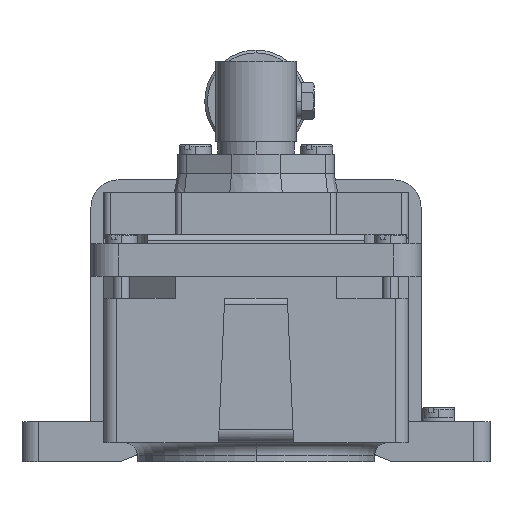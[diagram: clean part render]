
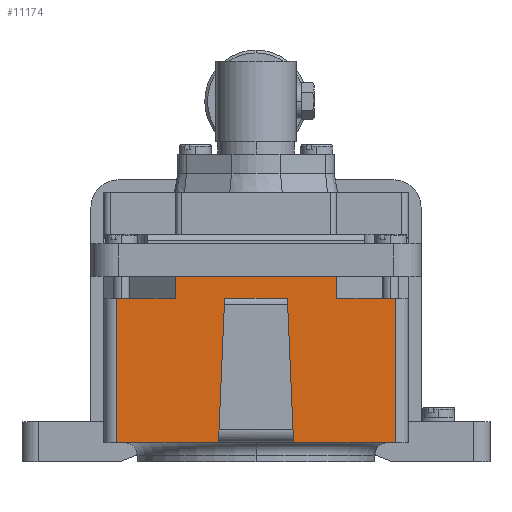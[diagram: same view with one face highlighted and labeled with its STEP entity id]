
A CAD part, front view. The second image highlights one B-rep face of the part: STEP entity #11174.
In plain terms, the highlighted planar face has unit normal (0, -1, 0).
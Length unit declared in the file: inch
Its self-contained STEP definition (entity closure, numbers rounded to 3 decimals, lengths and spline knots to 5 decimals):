
#123 = LINE ( 'NONE', #12812, #13415 ) ;
#224 = EDGE_CURVE ( 'NONE', #13910, #11281, #5591, .T. ) ;
#231 = EDGE_CURVE ( 'NONE', #11281, #7815, #13435, .T. ) ;
#282 = LINE ( 'NONE', #1392, #6132 ) ;
#324 = LINE ( 'NONE', #11451, #877 ) ;
#731 = VECTOR ( 'NONE', #14689, 39.37008 ) ;
#770 = VERTEX_POINT ( 'NONE', #4585 ) ;
#877 = VECTOR ( 'NONE', #2336, 39.37008 ) ;
#1114 = ORIENTED_EDGE ( 'NONE', *, *, #14628, .T. ) ;
#1230 = PLANE ( 'NONE',  #4258 ) ;
#1392 = CARTESIAN_POINT ( 'NONE',  ( -1.7126, 0., 1.77165 ) ) ;
#1422 = DIRECTION ( 'NONE',  ( 0.043, 0., -0.999 ) ) ;
#1467 = DIRECTION ( 'NONE',  ( 1., 0., 0. ) ) ;
#1489 = DIRECTION ( 'NONE',  ( 0., 0., 1. ) ) ;
#1636 = CARTESIAN_POINT ( 'NONE',  ( 0.38524, 0., 1.77165 ) ) ;
#2057 = CARTESIAN_POINT ( 'NONE',  ( -1.7126, 0., 1.77165 ) ) ;
#2228 = VERTEX_POINT ( 'NONE', #5721 ) ;
#2328 = CARTESIAN_POINT ( 'NONE',  ( -0.38524, 0., 1.77165 ) ) ;
#2336 = DIRECTION ( 'NONE',  ( 1., 0., 0. ) ) ;
#2431 = DIRECTION ( 'NONE',  ( 0., 0., -1. ) ) ;
#2615 = LINE ( 'NONE', #11729, #8321 ) ;
#2842 = LINE ( 'NONE', #3815, #7982 ) ;
#2986 = ORIENTED_EDGE ( 'NONE', *, *, #9902, .T. ) ;
#3348 = CARTESIAN_POINT ( 'NONE',  ( 0.99213, 0., 1.77165 ) ) ;
#3548 = EDGE_CURVE ( 'NONE', #5829, #11997, #123, .T. ) ;
#3594 = CARTESIAN_POINT ( 'NONE',  ( 0.38524, 0., 1.77165 ) ) ;
#3809 = LINE ( 'NONE', #1636, #4514 ) ;
#3815 = CARTESIAN_POINT ( 'NONE',  ( 0., 0., 2.04724 ) ) ;
#3840 = ORIENTED_EDGE ( 'NONE', *, *, #13480, .T. ) ;
#3998 = LINE ( 'NONE', #10787, #9881 ) ;
#4145 = VERTEX_POINT ( 'NONE', #3594 ) ;
#4217 = ORIENTED_EDGE ( 'NONE', *, *, #231, .T. ) ;
#4258 = AXIS2_PLACEMENT_3D ( 'NONE', #8238, #11466, #2431 ) ;
#4345 = EDGE_CURVE ( 'NONE', #14696, #5115, #8463, .T. ) ;
#4392 = CARTESIAN_POINT ( 'NONE',  ( -0.46063, 0., 0. ) ) ;
#4480 = CARTESIAN_POINT ( 'NONE',  ( -1.7126, 0., 1.77165 ) ) ;
#4514 = VECTOR ( 'NONE', #1422, 39.37008 ) ;
#4529 = ORIENTED_EDGE ( 'NONE', *, *, #6049, .T. ) ;
#4585 = CARTESIAN_POINT ( 'NONE',  ( 1.7126, 0., 1.77165 ) ) ;
#4678 = DIRECTION ( 'NONE',  ( 0., 0., -1. ) ) ;
#4821 = CARTESIAN_POINT ( 'NONE',  ( -1.7126, 0., 0. ) ) ;
#4994 = EDGE_CURVE ( 'NONE', #5115, #5829, #2842, .T. ) ;
#5113 = CARTESIAN_POINT ( 'NONE',  ( 0.99213, 0., 0. ) ) ;
#5115 = VERTEX_POINT ( 'NONE', #8655 ) ;
#5153 = DIRECTION ( 'NONE',  ( -1., 0., 0. ) ) ;
#5268 = DIRECTION ( 'NONE',  ( -1., 0., 0. ) ) ;
#5362 = VECTOR ( 'NONE', #14217, 39.37008 ) ;
#5591 = LINE ( 'NONE', #12245, #8111 ) ;
#5721 = CARTESIAN_POINT ( 'NONE',  ( 0.46063, 0., 0. ) ) ;
#5829 = VERTEX_POINT ( 'NONE', #6919 ) ;
#6008 = ORIENTED_EDGE ( 'NONE', *, *, #4345, .T. ) ;
#6049 = EDGE_CURVE ( 'NONE', #770, #14696, #3998, .T. ) ;
#6132 = VECTOR ( 'NONE', #1467, 39.37008 ) ;
#6456 = CARTESIAN_POINT ( 'NONE',  ( -0.99213, 0., 1.77165 ) ) ;
#6712 = LINE ( 'NONE', #4480, #13331 ) ;
#6812 = VERTEX_POINT ( 'NONE', #2328 ) ;
#6919 = CARTESIAN_POINT ( 'NONE',  ( -0.99213, 0., 2.04724 ) ) ;
#7815 = VERTEX_POINT ( 'NONE', #12249 ) ;
#7982 = VECTOR ( 'NONE', #5153, 39.37008 ) ;
#8111 = VECTOR ( 'NONE', #12320, 39.37008 ) ;
#8118 = DIRECTION ( 'NONE',  ( 0.043, 0., 0.999 ) ) ;
#8238 = CARTESIAN_POINT ( 'NONE',  ( -1.7126, 0., 0. ) ) ;
#8282 = ORIENTED_EDGE ( 'NONE', *, *, #4994, .T. ) ;
#8321 = VECTOR ( 'NONE', #1489, 39.37008 ) ;
#8463 = LINE ( 'NONE', #5113, #5362 ) ;
#8655 = CARTESIAN_POINT ( 'NONE',  ( 0.99213, 0., 2.04724 ) ) ;
#9177 = EDGE_CURVE ( 'NONE', #2228, #13739, #324, .T. ) ;
#9477 = ORIENTED_EDGE ( 'NONE', *, *, #14385, .T. ) ;
#9881 = VECTOR ( 'NONE', #5268, 39.37008 ) ;
#9902 = EDGE_CURVE ( 'NONE', #6812, #4145, #282, .T. ) ;
#10787 = CARTESIAN_POINT ( 'NONE',  ( -1.7126, 0., 1.77165 ) ) ;
#10959 = EDGE_LOOP ( 'NONE', ( #9477, #4529, #6008, #8282, #11585, #3840, #13877, #4217, #1114, #2986, #12325, #11348 ) ) ;
#11174 = ADVANCED_FACE ( 'NONE', ( #13990 ), #1230, .T. ) ;
#11281 = VERTEX_POINT ( 'NONE', #4821 ) ;
#11348 = ORIENTED_EDGE ( 'NONE', *, *, #9177, .T. ) ;
#11451 = CARTESIAN_POINT ( 'NONE',  ( -1.7126, 0., 0. ) ) ;
#11466 = DIRECTION ( 'NONE',  ( 0., -1., 0. ) ) ;
#11585 = ORIENTED_EDGE ( 'NONE', *, *, #3548, .T. ) ;
#11729 = CARTESIAN_POINT ( 'NONE',  ( 1.7126, 0., 0. ) ) ;
#11997 = VERTEX_POINT ( 'NONE', #6456 ) ;
#12245 = CARTESIAN_POINT ( 'NONE',  ( -1.7126, 0., 0. ) ) ;
#12249 = CARTESIAN_POINT ( 'NONE',  ( -0.46063, 0., 0. ) ) ;
#12320 = DIRECTION ( 'NONE',  ( 0., 0., -1. ) ) ;
#12325 = ORIENTED_EDGE ( 'NONE', *, *, #14364, .T. ) ;
#12812 = CARTESIAN_POINT ( 'NONE',  ( -0.99213, 0., 0. ) ) ;
#13280 = CARTESIAN_POINT ( 'NONE',  ( 1.7126, 0., 0. ) ) ;
#13331 = VECTOR ( 'NONE', #14621, 39.37008 ) ;
#13363 = CARTESIAN_POINT ( 'NONE',  ( -1.7126, 0., 0. ) ) ;
#13415 = VECTOR ( 'NONE', #4678, 39.37008 ) ;
#13435 = LINE ( 'NONE', #13363, #731 ) ;
#13480 = EDGE_CURVE ( 'NONE', #11997, #13910, #6712, .T. ) ;
#13739 = VERTEX_POINT ( 'NONE', #13280 ) ;
#13877 = ORIENTED_EDGE ( 'NONE', *, *, #224, .T. ) ;
#13910 = VERTEX_POINT ( 'NONE', #2057 ) ;
#13961 = VECTOR ( 'NONE', #8118, 39.37008 ) ;
#13990 = FACE_OUTER_BOUND ( 'NONE', #10959, .T. ) ;
#14217 = DIRECTION ( 'NONE',  ( 0., 0., 1. ) ) ;
#14364 = EDGE_CURVE ( 'NONE', #4145, #2228, #3809, .T. ) ;
#14385 = EDGE_CURVE ( 'NONE', #13739, #770, #2615, .T. ) ;
#14621 = DIRECTION ( 'NONE',  ( -1., 0., 0. ) ) ;
#14628 = EDGE_CURVE ( 'NONE', #7815, #6812, #14764, .T. ) ;
#14689 = DIRECTION ( 'NONE',  ( 1., 0., 0. ) ) ;
#14696 = VERTEX_POINT ( 'NONE', #3348 ) ;
#14764 = LINE ( 'NONE', #4392, #13961 ) ;
